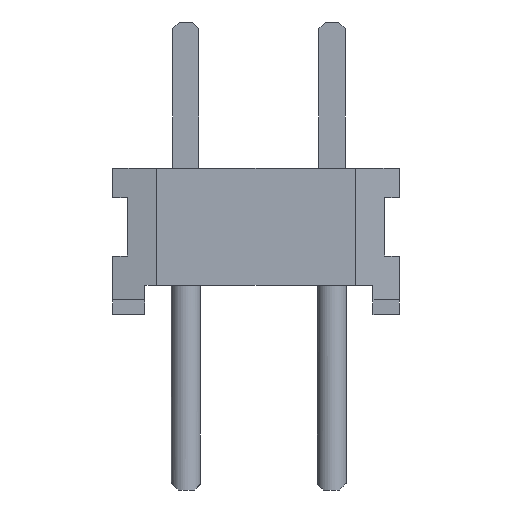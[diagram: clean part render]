
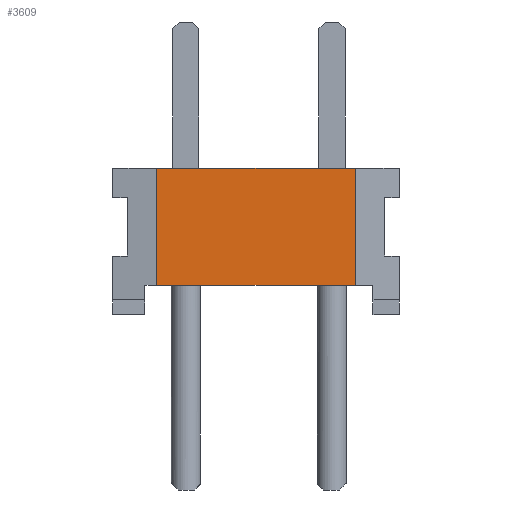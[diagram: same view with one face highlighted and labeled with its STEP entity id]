
A CAD part, left-side view. The second image highlights one B-rep face of the part: STEP entity #3609.
In plain terms, the highlighted planar face has unit normal (-1, 0, 0).
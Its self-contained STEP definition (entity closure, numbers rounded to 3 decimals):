
#3609 = ADVANCED_FACE('',(#3610),#3644,.F.);
#3610 = FACE_BOUND('',#3611,.T.);
#3611 = EDGE_LOOP('',(#3612,#3622,#3630,#3638));
#3612 = ORIENTED_EDGE('',*,*,#3613,.F.);
#3613 = EDGE_CURVE('',#3614,#3616,#3618,.T.);
#3614 = VERTEX_POINT('',#3615);
#3615 = CARTESIAN_POINT('',(-4.445,1.778,2.54));
#3616 = VERTEX_POINT('',#3617);
#3617 = CARTESIAN_POINT('',(-4.445,-1.676,2.54));
#3618 = LINE('',#3619,#3620);
#3619 = CARTESIAN_POINT('',(-4.445,2.54,2.54));
#3620 = VECTOR('',#3621,1.);
#3621 = DIRECTION('',(0.,-1.,0.));
#3622 = ORIENTED_EDGE('',*,*,#3623,.T.);
#3623 = EDGE_CURVE('',#3614,#3624,#3626,.T.);
#3624 = VERTEX_POINT('',#3625);
#3625 = CARTESIAN_POINT('',(-4.445,1.778,0.508));
#3626 = LINE('',#3627,#3628);
#3627 = CARTESIAN_POINT('',(-4.445,1.778,2.54));
#3628 = VECTOR('',#3629,1.);
#3629 = DIRECTION('',(0.,0.,-1.));
#3630 = ORIENTED_EDGE('',*,*,#3631,.T.);
#3631 = EDGE_CURVE('',#3624,#3632,#3634,.T.);
#3632 = VERTEX_POINT('',#3633);
#3633 = CARTESIAN_POINT('',(-4.445,-1.676,0.508));
#3634 = LINE('',#3635,#3636);
#3635 = CARTESIAN_POINT('',(-4.445,1.981,0.508));
#3636 = VECTOR('',#3637,1.);
#3637 = DIRECTION('',(0.,-1.,0.));
#3638 = ORIENTED_EDGE('',*,*,#3639,.T.);
#3639 = EDGE_CURVE('',#3632,#3616,#3640,.T.);
#3640 = LINE('',#3641,#3642);
#3641 = CARTESIAN_POINT('',(-4.445,-1.676,2.54));
#3642 = VECTOR('',#3643,1.);
#3643 = DIRECTION('',(0.,0.,1.));
#3644 = PLANE('',#3645);
#3645 = AXIS2_PLACEMENT_3D('',#3646,#3647,#3648);
#3646 = CARTESIAN_POINT('',(-4.445,2.54,2.54));
#3647 = DIRECTION('',(1.,0.,0.));
#3648 = DIRECTION('',(0.,1.,0.));
